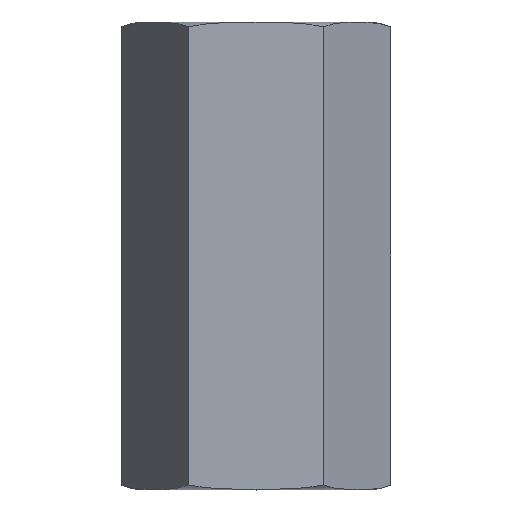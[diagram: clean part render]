
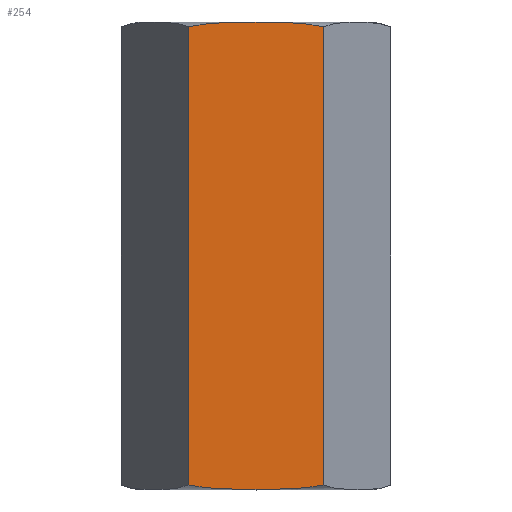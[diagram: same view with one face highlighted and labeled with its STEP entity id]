
A CAD part, top view. The second image highlights one B-rep face of the part: STEP entity #254.
In plain terms, the highlighted planar face has unit normal (0, 0, 1).
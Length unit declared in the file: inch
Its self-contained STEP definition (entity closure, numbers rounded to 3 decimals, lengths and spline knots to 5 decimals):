
#15=B_SPLINE_CURVE_WITH_KNOTS('',3,(#398,#399,#400,#401),.UNSPECIFIED.,
 .F.,.F.,(4,4),(-0.80267,-0.62978),.UNSPECIFIED.);
#22=B_SPLINE_CURVE_WITH_KNOTS('',3,(#440,#441,#442,#443),.UNSPECIFIED.,
 .F.,.F.,(4,4),(-0.97556,-0.80267),.UNSPECIFIED.);
#25=B_SPLINE_CURVE_WITH_KNOTS('',3,(#473,#474,#475,#476),.UNSPECIFIED.,
 .F.,.F.,(4,4),(0.80267,0.97556),.UNSPECIFIED.);
#26=B_SPLINE_CURVE_WITH_KNOTS('',3,(#477,#478,#479,#480),.UNSPECIFIED.,
 .F.,.F.,(4,4),(0.62978,0.80267),.UNSPECIFIED.);
#39=PLANE('',#299);
#52=FACE_OUTER_BOUND('',#67,.T.);
#67=EDGE_LOOP('',(#212,#213,#214,#215,#216,#217));
#75=LINE('',#451,#84);
#78=LINE('',#471,#87);
#84=VECTOR('',#348,0.49);
#87=VECTOR('',#355,0.49);
#112=VERTEX_POINT('',#395);
#113=VERTEX_POINT('',#397);
#119=VERTEX_POINT('',#433);
#122=VERTEX_POINT('',#450);
#125=VERTEX_POINT('',#470);
#126=VERTEX_POINT('',#472);
#143=EDGE_CURVE('',#112,#113,#15,.T.);
#150=EDGE_CURVE('',#119,#112,#22,.T.);
#153=EDGE_CURVE('',#122,#113,#75,.T.);
#158=EDGE_CURVE('',#125,#119,#78,.T.);
#159=EDGE_CURVE('',#126,#125,#25,.T.);
#160=EDGE_CURVE('',#122,#126,#26,.T.);
#212=ORIENTED_EDGE('',*,*,#150,.F.);
#213=ORIENTED_EDGE('',*,*,#158,.F.);
#214=ORIENTED_EDGE('',*,*,#159,.F.);
#215=ORIENTED_EDGE('',*,*,#160,.F.);
#216=ORIENTED_EDGE('',*,*,#153,.T.);
#217=ORIENTED_EDGE('',*,*,#143,.F.);
#254=ADVANCED_FACE('',(#52),#39,.F.);
#299=AXIS2_PLACEMENT_3D('',#469,#353,#354);
#348=DIRECTION('',(0.,-1.,0.));
#353=DIRECTION('center_axis',(0.,0.,-1.));
#354=DIRECTION('ref_axis',(-1.,0.,0.));
#355=DIRECTION('',(0.,-1.,0.));
#395=CARTESIAN_POINT('',(0.,-0.24975,0.125));
#397=CARTESIAN_POINT('',(-0.07217,-0.245,0.125));
#398=CARTESIAN_POINT('Ctrl Pts',(0.,-0.24975,
0.125));
#399=CARTESIAN_POINT('Ctrl Pts',(-0.02269,-0.24975,
0.125));
#400=CARTESIAN_POINT('Ctrl Pts',(-0.04878,-0.24987,
0.125));
#401=CARTESIAN_POINT('Ctrl Pts',(-0.07217,-0.245,0.125));
#433=CARTESIAN_POINT('',(0.07217,-0.245,0.125));
#440=CARTESIAN_POINT('Ctrl Pts',(0.07217,-0.245,0.125));
#441=CARTESIAN_POINT('Ctrl Pts',(0.04878,-0.24987,
0.125));
#442=CARTESIAN_POINT('Ctrl Pts',(0.02269,-0.24975,
0.125));
#443=CARTESIAN_POINT('Ctrl Pts',(0.,-0.24975,
0.125));
#450=CARTESIAN_POINT('',(-0.07217,0.245,0.125));
#451=CARTESIAN_POINT('',(-0.07217,0.245,0.125));
#469=CARTESIAN_POINT('Origin',(-0.07217,0.25,0.125));
#470=CARTESIAN_POINT('',(0.07217,0.245,0.125));
#471=CARTESIAN_POINT('',(0.07217,0.245,0.125));
#472=CARTESIAN_POINT('',(0.,0.24975,0.125));
#473=CARTESIAN_POINT('Ctrl Pts',(0.,0.24975,
0.125));
#474=CARTESIAN_POINT('Ctrl Pts',(0.02269,0.24975,0.125));
#475=CARTESIAN_POINT('Ctrl Pts',(0.04878,0.24987,0.125));
#476=CARTESIAN_POINT('Ctrl Pts',(0.07217,0.245,0.125));
#477=CARTESIAN_POINT('Ctrl Pts',(-0.07217,0.245,0.125));
#478=CARTESIAN_POINT('Ctrl Pts',(-0.04878,0.24987,
0.125));
#479=CARTESIAN_POINT('Ctrl Pts',(-0.02269,0.24975,
0.125));
#480=CARTESIAN_POINT('Ctrl Pts',(0.,0.24975,
0.125));
